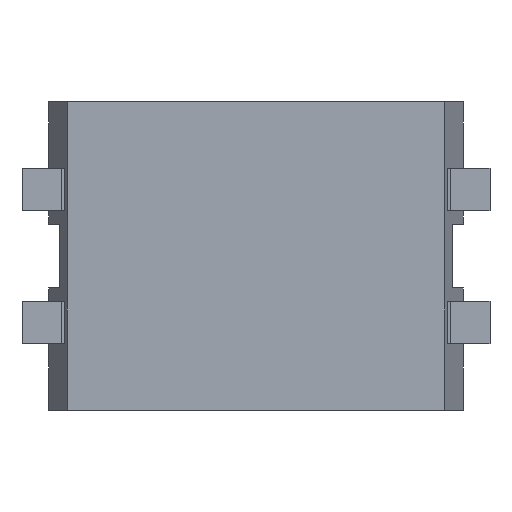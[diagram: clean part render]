
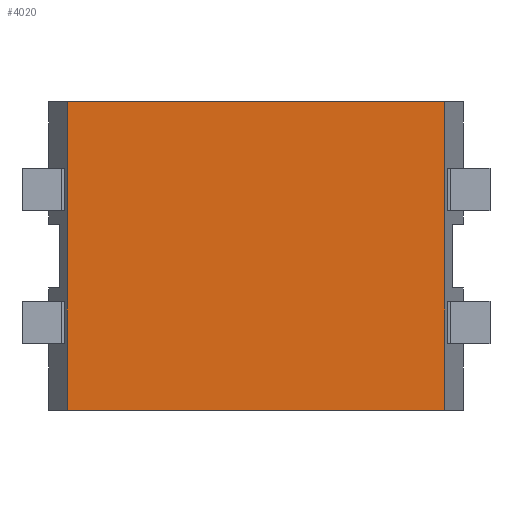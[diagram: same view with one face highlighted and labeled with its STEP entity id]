
A CAD part, top view. The second image highlights one B-rep face of the part: STEP entity #4020.
In plain terms, the highlighted planar face has unit normal (0, 0, 1).
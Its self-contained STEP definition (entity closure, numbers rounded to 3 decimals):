
#3630=CARTESIAN_POINT('',(0.,0.,1.7));
#3640=DIRECTION('',(0.,0.,1.));
#3650=DIRECTION('',(1.,0.,0.));
#3660=AXIS2_PLACEMENT_3D('',#3630,#3640,#3650);
#3670=PLANE('',#3660);
#3680=CARTESIAN_POINT('',(25.257,43.069,1.7));
#3690=DIRECTION('',(-1.,0.,0.));
#3700=VECTOR('',#3690,1.);
#3710=LINE('',#3680,#3700);
#3720=CARTESIAN_POINT('',(24.907,43.069,1.7));
#3730=VERTEX_POINT('',#3720);
#3740=CARTESIAN_POINT('',(17.807,43.069,1.7));
#3750=VERTEX_POINT('',#3740);
#3760=EDGE_CURVE('',#3730,#3750,#3710,.T.);
#3770=ORIENTED_EDGE('',*,*,#3760,.F.);
#3780=CARTESIAN_POINT('',(17.807,0.,1.7));
#3790=DIRECTION('',(0.,1.,0.));
#3800=VECTOR('',#3790,1.);
#3810=LINE('',#3780,#3800);
#3820=CARTESIAN_POINT('',(17.807,48.869,1.7));
#3830=VERTEX_POINT('',#3820);
#3840=EDGE_CURVE('',#3750,#3830,#3810,.T.);
#3850=ORIENTED_EDGE('',*,*,#3840,.F.);
#3860=CARTESIAN_POINT('',(17.457,48.869,1.7));
#3870=DIRECTION('',(1.,0.,0.));
#3880=VECTOR('',#3870,1.);
#3890=LINE('',#3860,#3880);
#3900=CARTESIAN_POINT('',(24.907,48.869,1.7));
#3910=VERTEX_POINT('',#3900);
#3920=EDGE_CURVE('',#3830,#3910,#3890,.T.);
#3930=ORIENTED_EDGE('',*,*,#3920,.F.);
#3940=CARTESIAN_POINT('',(24.907,0.,1.7));
#3950=DIRECTION('',(0.,-1.,0.));
#3960=VECTOR('',#3950,1.);
#3970=LINE('',#3940,#3960);
#3980=EDGE_CURVE('',#3910,#3730,#3970,.T.);
#3990=ORIENTED_EDGE('',*,*,#3980,.F.);
#4000=EDGE_LOOP('',(#3990,#3930,#3850,#3770));
#4010=FACE_OUTER_BOUND('',#4000,.T.);
#4020=ADVANCED_FACE('',(#4010),#3670,.T.);
